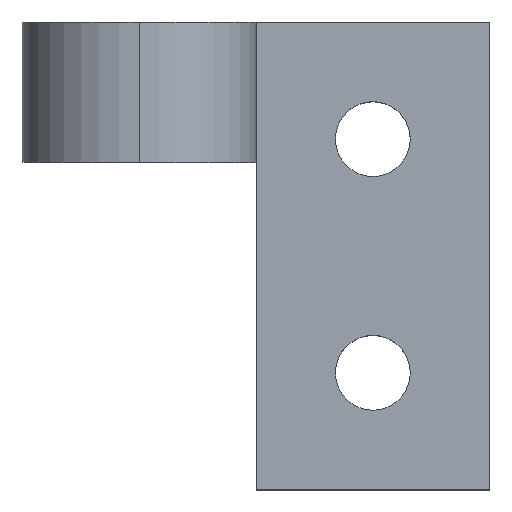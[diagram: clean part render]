
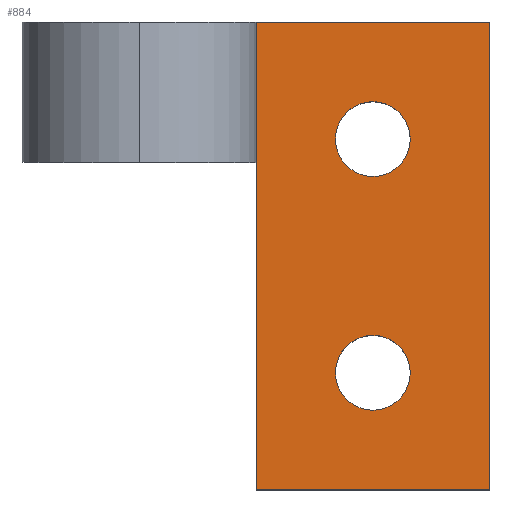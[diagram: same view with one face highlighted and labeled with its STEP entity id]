
A CAD part, top view. The second image highlights one B-rep face of the part: STEP entity #884.
In plain terms, the highlighted planar face has unit normal (0, 0, 1).
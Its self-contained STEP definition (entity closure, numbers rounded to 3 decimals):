
#1 = CARTESIAN_POINT ( 'NONE',  ( 5., 10., 0. ) ) ;
#13 = EDGE_CURVE ( 'NONE', #597, #337, #332, .T. ) ;
#22 = DIRECTION ( 'NONE',  ( 0., 0., 1. ) ) ;
#37 = LINE ( 'NONE', #812, #519 ) ;
#47 = CARTESIAN_POINT ( 'NONE',  ( 0., 0., 0. ) ) ;
#92 = ORIENTED_EDGE ( 'NONE', *, *, #176, .T. ) ;
#100 = VERTEX_POINT ( 'NONE', #638 ) ;
#117 = LINE ( 'NONE', #397, #836 ) ;
#120 = DIRECTION ( 'NONE',  ( 0., 0., 1. ) ) ;
#170 = CARTESIAN_POINT ( 'NONE',  ( -1.6, -5., 0. ) ) ;
#176 = EDGE_CURVE ( 'NONE', #821, #870, #684, .T. ) ;
#235 = CIRCLE ( 'NONE', #829, 1.6 ) ;
#242 = ORIENTED_EDGE ( 'NONE', *, *, #832, .F. ) ;
#267 = CARTESIAN_POINT ( 'NONE',  ( -1.6, 5., 0. ) ) ;
#291 = ORIENTED_EDGE ( 'NONE', *, *, #324, .T. ) ;
#299 = CARTESIAN_POINT ( 'NONE',  ( 1.6, -5., 0. ) ) ;
#318 = LINE ( 'NONE', #565, #326 ) ;
#320 = EDGE_LOOP ( 'NONE', ( #412, #1024 ) ) ;
#324 = EDGE_CURVE ( 'NONE', #870, #100, #318, .T. ) ;
#326 = VECTOR ( 'NONE', #819, 1000. ) ;
#328 = CIRCLE ( 'NONE', #645, 1.6 ) ;
#330 = VECTOR ( 'NONE', #366, 1000. ) ;
#332 = CIRCLE ( 'NONE', #986, 1.6 ) ;
#337 = VERTEX_POINT ( 'NONE', #299 ) ;
#356 = EDGE_CURVE ( 'NONE', #557, #590, #37, .T. ) ;
#366 = DIRECTION ( 'NONE',  ( 0., -1., 0. ) ) ;
#397 = CARTESIAN_POINT ( 'NONE',  ( -5., -10., 0. ) ) ;
#412 = ORIENTED_EDGE ( 'NONE', *, *, #838, .F. ) ;
#422 = ORIENTED_EDGE ( 'NONE', *, *, #13, .F. ) ;
#425 = AXIS2_PLACEMENT_3D ( 'NONE', #47, #990, #654 ) ;
#433 = DIRECTION ( 'NONE',  ( 1., 0., 0. ) ) ;
#443 = EDGE_LOOP ( 'NONE', ( #422, #242 ) ) ;
#453 = EDGE_CURVE ( 'NONE', #100, #557, #768, .T. ) ;
#462 = VERTEX_POINT ( 'NONE', #267 ) ;
#483 = PLANE ( 'NONE',  #425 ) ;
#511 = CARTESIAN_POINT ( 'NONE',  ( -5., -10., 0. ) ) ;
#519 = VECTOR ( 'NONE', #900, 1000. ) ;
#523 = VERTEX_POINT ( 'NONE', #575 ) ;
#557 = VERTEX_POINT ( 'NONE', #595 ) ;
#565 = CARTESIAN_POINT ( 'NONE',  ( -5., 10., 0. ) ) ;
#569 = DIRECTION ( 'NONE',  ( 1., 0., 0. ) ) ;
#573 = ORIENTED_EDGE ( 'NONE', *, *, #655, .T. ) ;
#575 = CARTESIAN_POINT ( 'NONE',  ( 1.6, 5., 0. ) ) ;
#576 = CARTESIAN_POINT ( 'NONE',  ( 0., -5., 0. ) ) ;
#584 = FACE_BOUND ( 'NONE', #320, .T. ) ;
#590 = VERTEX_POINT ( 'NONE', #511 ) ;
#595 = CARTESIAN_POINT ( 'NONE',  ( -5., 4., 0. ) ) ;
#597 = VERTEX_POINT ( 'NONE', #170 ) ;
#635 = CARTESIAN_POINT ( 'NONE',  ( 0., 5., 0. ) ) ;
#638 = CARTESIAN_POINT ( 'NONE',  ( -5., 10., 0. ) ) ;
#645 = AXIS2_PLACEMENT_3D ( 'NONE', #682, #22, #433 ) ;
#654 = DIRECTION ( 'NONE',  ( 1., 0., 0. ) ) ;
#655 = EDGE_CURVE ( 'NONE', #590, #821, #117, .T. ) ;
#658 = FACE_OUTER_BOUND ( 'NONE', #957, .T. ) ;
#665 = ORIENTED_EDGE ( 'NONE', *, *, #453, .T. ) ;
#675 = EDGE_CURVE ( 'NONE', #523, #462, #328, .T. ) ;
#682 = CARTESIAN_POINT ( 'NONE',  ( 0., 5., 0. ) ) ;
#684 = LINE ( 'NONE', #1, #1044 ) ;
#731 = DIRECTION ( 'NONE',  ( 1., 0., 0. ) ) ;
#768 = LINE ( 'NONE', #952, #330 ) ;
#794 = ORIENTED_EDGE ( 'NONE', *, *, #356, .T. ) ;
#812 = CARTESIAN_POINT ( 'NONE',  ( -5., 10., 0. ) ) ;
#815 = CARTESIAN_POINT ( 'NONE',  ( 5., -10., 0. ) ) ;
#819 = DIRECTION ( 'NONE',  ( -1., 0., 0. ) ) ;
#821 = VERTEX_POINT ( 'NONE', #815 ) ;
#827 = DIRECTION ( 'NONE',  ( 0., 0., 1. ) ) ;
#829 = AXIS2_PLACEMENT_3D ( 'NONE', #1061, #120, #569 ) ;
#832 = EDGE_CURVE ( 'NONE', #337, #597, #235, .T. ) ;
#836 = VECTOR ( 'NONE', #1077, 1000. ) ;
#838 = EDGE_CURVE ( 'NONE', #462, #523, #845, .T. ) ;
#845 = CIRCLE ( 'NONE', #903, 1.6 ) ;
#870 = VERTEX_POINT ( 'NONE', #1084 ) ;
#884 = ADVANCED_FACE ( 'NONE', ( #658, #584, #902 ), #483, .F. ) ;
#900 = DIRECTION ( 'NONE',  ( 0., -1., 0. ) ) ;
#902 = FACE_BOUND ( 'NONE', #443, .T. ) ;
#903 = AXIS2_PLACEMENT_3D ( 'NONE', #635, #827, #731 ) ;
#924 = DIRECTION ( 'NONE',  ( 0., 0., 1. ) ) ;
#952 = CARTESIAN_POINT ( 'NONE',  ( -5., 10., 0. ) ) ;
#957 = EDGE_LOOP ( 'NONE', ( #92, #291, #665, #794, #573 ) ) ;
#986 = AXIS2_PLACEMENT_3D ( 'NONE', #576, #924, #1092 ) ;
#990 = DIRECTION ( 'NONE',  ( 0., 0., -1. ) ) ;
#1024 = ORIENTED_EDGE ( 'NONE', *, *, #675, .F. ) ;
#1028 = DIRECTION ( 'NONE',  ( 0., 1., 0. ) ) ;
#1044 = VECTOR ( 'NONE', #1028, 1000. ) ;
#1061 = CARTESIAN_POINT ( 'NONE',  ( 0., -5., 0. ) ) ;
#1077 = DIRECTION ( 'NONE',  ( 1., 0., 0. ) ) ;
#1084 = CARTESIAN_POINT ( 'NONE',  ( 5., 10., 0. ) ) ;
#1092 = DIRECTION ( 'NONE',  ( 1., 0., 0. ) ) ;
